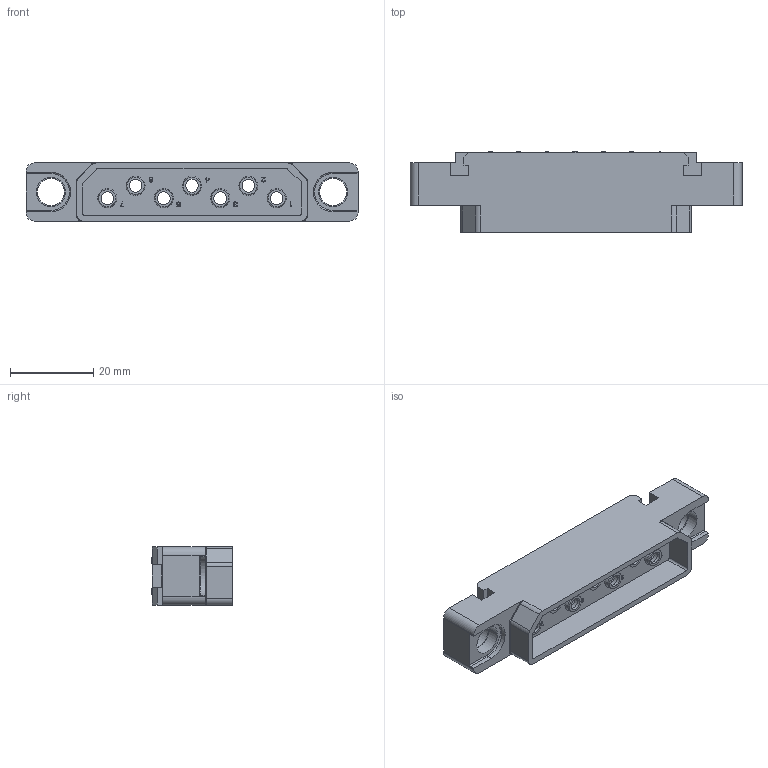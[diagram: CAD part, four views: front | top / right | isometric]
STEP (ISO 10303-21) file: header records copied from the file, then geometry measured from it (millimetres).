
FILE_DESCRIPTION((''),'2;1');
FILE_NAME('1900ND06P2X00C','2019-10-29T',('presta_be4'),(''),'CREO PARAMETRIC BY PTC INC, 2018360','CREO PARAMETRIC BY PTC INC, 2018360','');
FILE_SCHEMA(('CONFIG_CONTROL_DESIGN'));
Length unit declared in the file: millimetre
Products named in the file (1): 1900ND06P2X00C
Bounding box: 80 x 19.35 x 14 mm (x, y, z)
Volume: 10027.9 mm3; surface area: 8994.3 mm2
Topology: 1 solids, 1 shells, 1084 faces, 2964 edges, 1940 vertices
Faces by surface type: plane 842, cylinder 170, cone 60, torus 8, bspline 4
Entity records: 34173 total; most frequent: CARTESIAN_POINT 6320, ORIENTED_EDGE 5928, DIRECTION 5468, EDGE_CURVE 2964, VECTOR 2562, LINE 2562, VERTEX_POINT 1940, AXIS2_PLACEMENT_3D 1453
